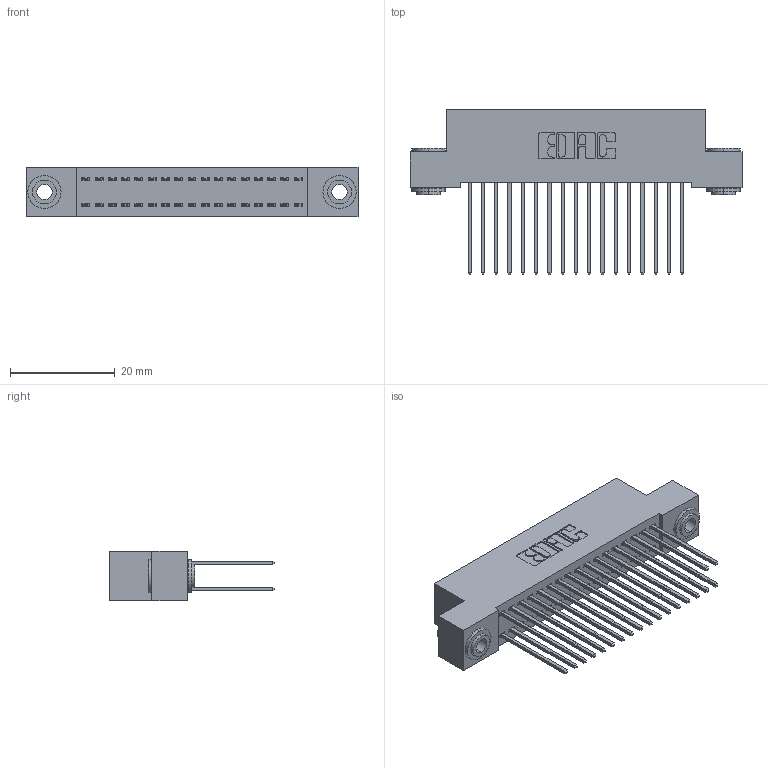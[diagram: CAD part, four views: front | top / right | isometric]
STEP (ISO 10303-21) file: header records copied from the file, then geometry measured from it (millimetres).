
FILE_DESCRIPTION (( 'STEP AP203' ), '1' );
FILE_NAME ('392-034-542-203.STEP', '2019-10-07T16:01:59', ( '' ), ( '' ), 'SwSTEP 2.0', 'SolidWorks 2016', '' );
FILE_SCHEMA (( 'CONFIG_CONTROL_DESIGN' ));
Length unit declared in the file: inch
Products named in the file (4): 342 Part_.156 TH; 345-292-001_345-293-142; 342-250-002_345-250-002-102; 392-034-542-203
Assembly tree (37 placements, depth 2):
  392-034-542-203
    342 Part_.156 TH
    345-292-001_345-293-142  x34
    342-250-002_345-250-002-102  x2
Bounding box: 63.5 x 31.63 x 9.4 mm (x, y, z)
Volume: 5768.4 mm3; surface area: 9698.9 mm2
Topology: 37 solids, 37 shells, 1916 faces, 5645 edges, 3714 vertices
Faces by surface type: plane 1300, cylinder 608, cone 8
Entity records: 14706 total; most frequent: CARTESIAN_POINT 2441, ORIENTED_EDGE 2370, DIRECTION 2163, EDGE_CURVE 1185, LINE 1033, VECTOR 1033, VERTEX_POINT 786, AXIS2_PLACEMENT_3D 565
